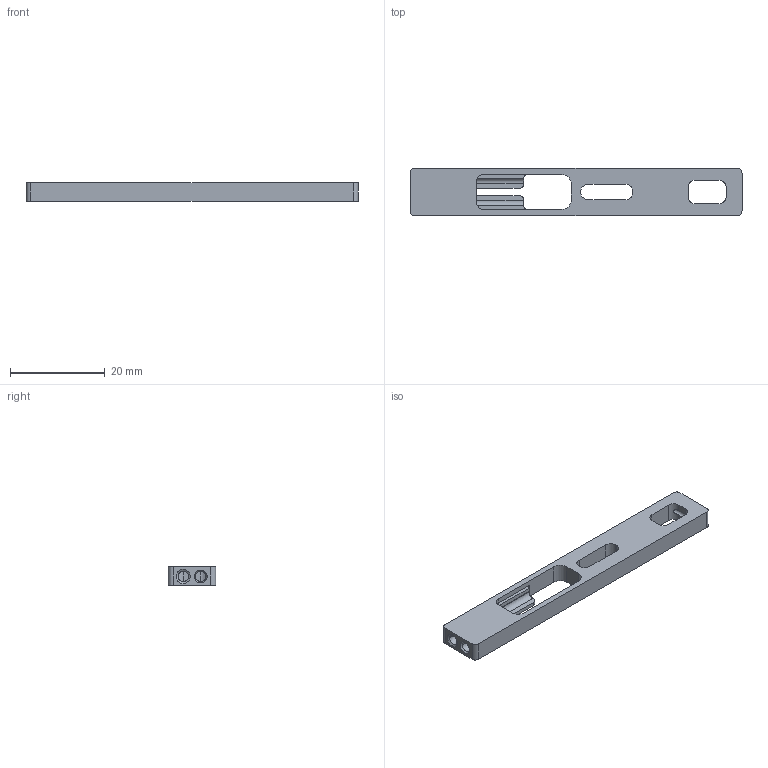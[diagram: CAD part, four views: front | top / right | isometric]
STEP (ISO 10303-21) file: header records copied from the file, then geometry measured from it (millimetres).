
FILE_DESCRIPTION (( 'STEP AP203' ), '1' );
FILE_NAME ('latch.STEP', '2024-06-30T12:45:57', ( '' ), ( '' ), 'SwSTEP 2.0', 'SolidWorks 2023', '' );
FILE_SCHEMA (( 'CONFIG_CONTROL_DESIGN' ));
Length unit declared in the file: millimetre
Products named in the file (1): latch
Bounding box: 70 x 10 x 4 mm (x, y, z)
Volume: 1892.2 mm3; surface area: 2317.8 mm2
Topology: 1 solids, 1 shells, 76 faces, 220 edges, 140 vertices
Faces by surface type: plane 34, cylinder 30, cone 8, sphere 4
Entity records: 2685 total; most frequent: CARTESIAN_POINT 531, DIRECTION 448, ORIENTED_EDGE 436, EDGE_CURVE 218, AXIS2_PLACEMENT_3D 159, VERTEX_POINT 140, VECTOR 130, LINE 130
